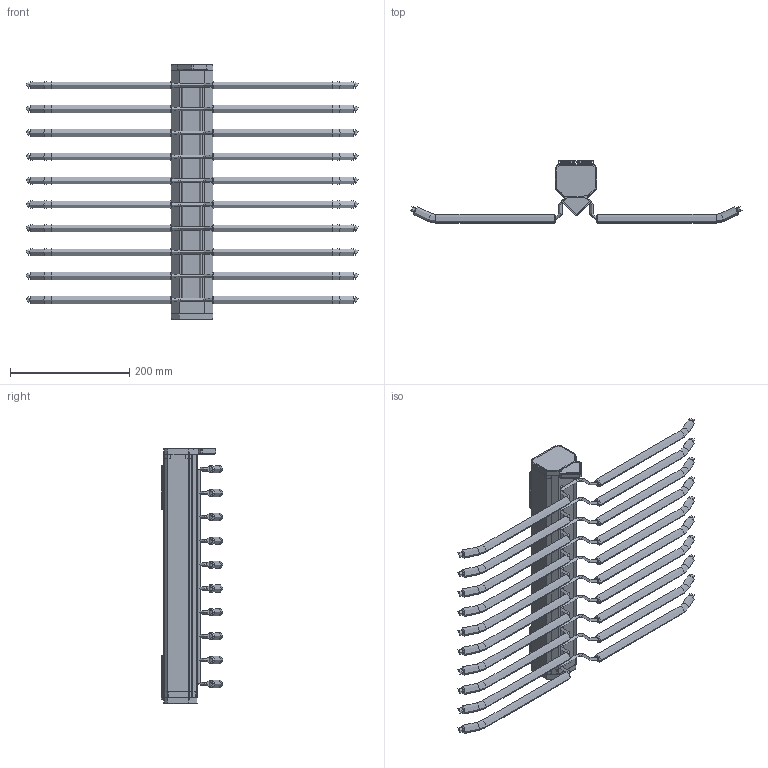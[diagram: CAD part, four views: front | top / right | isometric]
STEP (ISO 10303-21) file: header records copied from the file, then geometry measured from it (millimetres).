
FILE_DESCRIPTION(/* description */ (''),/* implementation_level */ '2;1');
FILE_NAME(/* name */ 'HLJ006',/* time_stamp */ '2023-09-06T18:55:02+08:00',/* author */ (''),/* organization */ (''),/* preprocessor_version */ 'ST-DEVELOPER v9',/* originating_system */ 'UGS - NX 4.0',/* authorisation */ '');
FILE_SCHEMA (('CONFIG_CONTROL_DESIGN'));
Length unit declared in the file: millimetre
Products named in the file (1): AdmiC88C52da
Bounding box: 556.65 x 103.86 x 428 mm (x, y, z)
Volume: 1876657.7 mm3; surface area: 1290960.5 mm2
Topology: 52 solids, 52 shells, 1318 faces, 3202 edges, 1977 vertices
Faces by surface type: plane 519, cylinder 415, torus 280, sphere 48, cone 45, bspline 11
Full cylindrical faces by diameter (mm): 3 x5, 4.2 x11, 4.3 x8, 6 x226, 9.2 x3, 14 x80
Entity records: 38314 total; most frequent: CARTESIAN_POINT 10233, DIRECTION 5964, ORIENTED_EDGE 4782, EDGE_CURVE 2391, AXIS2_PLACEMENT_3D 2366, EDGE_LOOP 2148, VERTEX_POINT 1833, FACE_BOUND 1443
